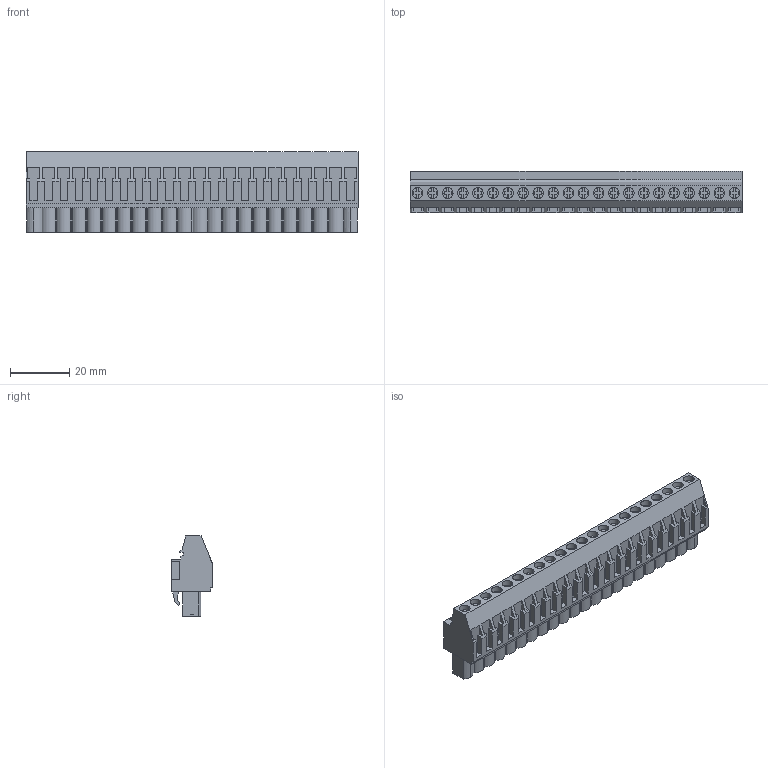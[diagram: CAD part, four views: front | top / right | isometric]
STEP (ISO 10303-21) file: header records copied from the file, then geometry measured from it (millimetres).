
FILE_DESCRIPTION(('CATIA V5 STEP','CAx-IF Rec.Pracs.--- Model Styling and Organization---1.2---2011-12-15'),'2;1');
FILE_NAME ('D1467901_0_1948210000_1948210000.stp','2017-09-08T12:11:11+00:00',('none'),('Weidmueller'),'CATIA Version 5-6 Release 2014','CATIA V5 STEP AP214','none');
FILE_SCHEMA(('AUTOMOTIVE_DESIGN { 1 0 10303 214 1 1 1 1 }'));
Length unit declared in the file: millimetre
Products named in the file (1): 1948210000
Bounding box: 111.76 x 14.1 x 27.2 mm (x, y, z)
Volume: 25434.3 mm3; surface area: 14481.7 mm2
Topology: 23 solids, 23 shells, 1422 faces, 3941 edges, 2656 vertices
Faces by surface type: plane 1222, cylinder 196, extrusion 4
Entity records: 42568 total; most frequent: CARTESIAN_POINT 8189, ORIENTED_EDGE 7882, DIRECTION 5703, EDGE_CURVE 3941, VECTOR 3457, LINE 3453, VERTEX_POINT 2656, EDGE_LOOP 1513
